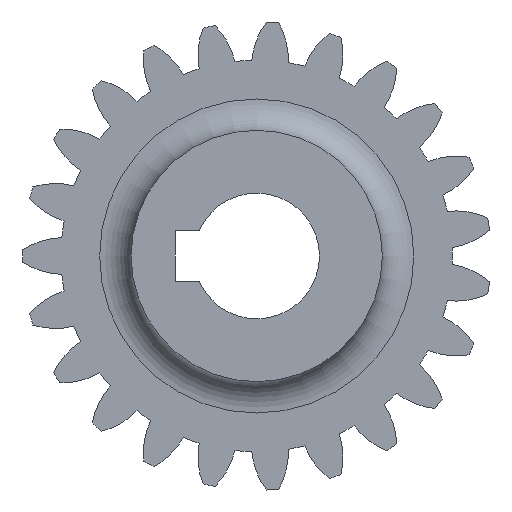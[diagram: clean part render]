
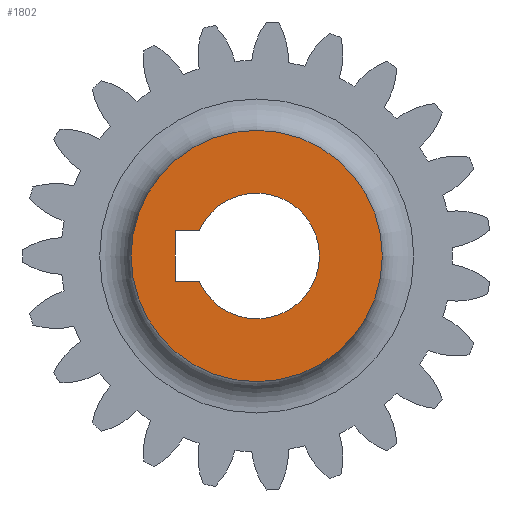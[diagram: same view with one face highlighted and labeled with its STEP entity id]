
A CAD part, left-side view. The second image highlights one B-rep face of the part: STEP entity #1802.
In plain terms, the highlighted planar face has unit normal (-1, 0, 0).
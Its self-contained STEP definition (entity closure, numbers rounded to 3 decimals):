
#110=FACE_BOUND('',#409,.T.);
#113=CIRCLE('',#1924,20.);
#114=CIRCLE('',#1925,10.);
#307=FACE_OUTER_BOUND('',#408,.T.);
#408=EDGE_LOOP('',(#1217));
#409=EDGE_LOOP('',(#1218,#1219,#1220,#1221));
#510=LINE('',#2700,#613);
#514=LINE('',#2708,#617);
#518=LINE('',#2715,#621);
#613=VECTOR('',#2148,10.);
#617=VECTOR('',#2154,10.);
#621=VECTOR('',#2160,10.);
#715=VERTEX_POINT('',#2696);
#717=VERTEX_POINT('',#2699);
#720=VERTEX_POINT('',#2707);
#722=VERTEX_POINT('',#2712);
#723=VERTEX_POINT('',#2717);
#912=EDGE_CURVE('',#717,#715,#510,.T.);
#916=EDGE_CURVE('',#720,#717,#514,.T.);
#920=EDGE_CURVE('',#722,#720,#518,.T.);
#921=EDGE_CURVE('',#723,#723,#113,.T.);
#922=EDGE_CURVE('',#715,#722,#114,.T.);
#1217=ORIENTED_EDGE('',*,*,#921,.F.);
#1218=ORIENTED_EDGE('',*,*,#920,.T.);
#1219=ORIENTED_EDGE('',*,*,#916,.T.);
#1220=ORIENTED_EDGE('',*,*,#912,.T.);
#1221=ORIENTED_EDGE('',*,*,#922,.T.);
#1796=PLANE('',#1923);
#1802=ADVANCED_FACE('',(#307,#110),#1796,.T.);
#1923=AXIS2_PLACEMENT_3D('',#2716,#2161,#2162);
#1924=AXIS2_PLACEMENT_3D('',#2718,#2163,#2164);
#1925=AXIS2_PLACEMENT_3D('',#2719,#2165,#2166);
#2148=DIRECTION('',(0.,-1.,0.));
#2154=DIRECTION('',(0.,0.,1.));
#2160=DIRECTION('',(0.,1.,0.));
#2161=DIRECTION('center_axis',(-1.,0.,0.));
#2162=DIRECTION('ref_axis',(0.,0.,1.));
#2163=DIRECTION('center_axis',(1.,0.,0.));
#2164=DIRECTION('ref_axis',(0.,0.,-1.));
#2165=DIRECTION('center_axis',(1.,0.,0.));
#2166=DIRECTION('ref_axis',(0.,0.,-1.));
#2696=CARTESIAN_POINT('',(0.,9.165,4.));
#2699=CARTESIAN_POINT('',(0.,13.,4.));
#2700=CARTESIAN_POINT('',(0.,16.5,4.));
#2707=CARTESIAN_POINT('',(0.,13.,-4.));
#2708=CARTESIAN_POINT('',(0.,13.,-2.));
#2712=CARTESIAN_POINT('',(0.,9.165,-4.));
#2715=CARTESIAN_POINT('',(0.,13.5,-4.));
#2716=CARTESIAN_POINT('Origin',(0.,20.,0.));
#2717=CARTESIAN_POINT('',(0.,-20.,0.));
#2718=CARTESIAN_POINT('Origin',(0.,0.,
0.));
#2719=CARTESIAN_POINT('Origin',(0.,0.,
0.));
